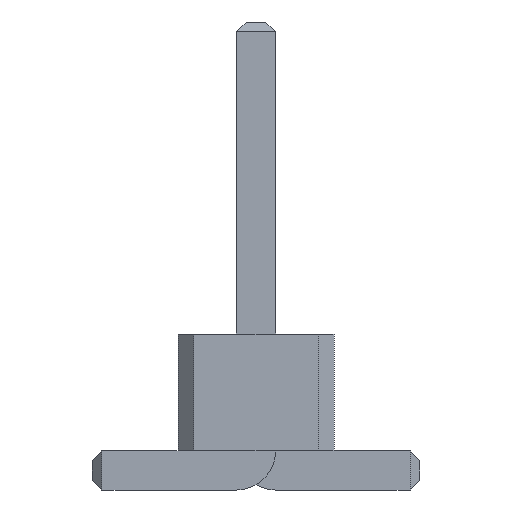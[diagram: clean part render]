
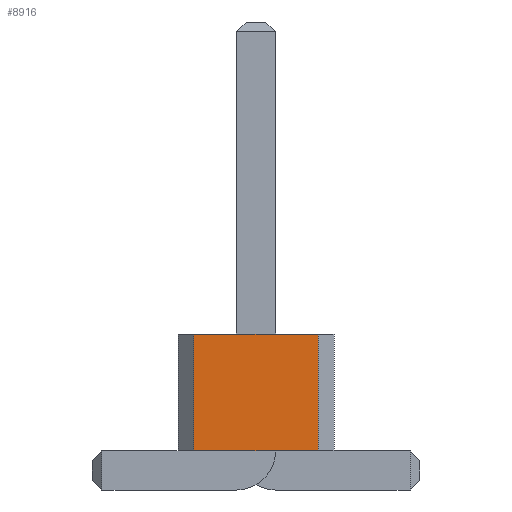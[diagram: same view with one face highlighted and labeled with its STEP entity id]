
A CAD part, front view. The second image highlights one B-rep face of the part: STEP entity #8916.
In plain terms, the highlighted planar face has unit normal (0, -1, 0).
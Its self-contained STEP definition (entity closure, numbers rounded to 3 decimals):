
#1598 = VERTEX_POINT('',#1599);
#1599 = CARTESIAN_POINT('',(0.8,-31.,0.5));
#1605 = EDGE_CURVE('',#1606,#1598,#1608,.T.);
#1606 = VERTEX_POINT('',#1607);
#1607 = CARTESIAN_POINT('',(-0.8,-31.,0.5));
#1608 = LINE('',#1609,#1610);
#1609 = CARTESIAN_POINT('',(-0.8,-31.,0.5));
#1610 = VECTOR('',#1611,1.);
#1611 = DIRECTION('',(1.,0.,0.));
#3846 = VERTEX_POINT('',#3847);
#3847 = CARTESIAN_POINT('',(0.8,-31.,2.));
#3853 = EDGE_CURVE('',#3854,#3846,#3856,.T.);
#3854 = VERTEX_POINT('',#3855);
#3855 = CARTESIAN_POINT('',(-0.8,-31.,2.));
#3856 = LINE('',#3857,#3858);
#3857 = CARTESIAN_POINT('',(-0.8,-31.,2.));
#3858 = VECTOR('',#3859,1.);
#3859 = DIRECTION('',(1.,0.,0.));
#8905 = EDGE_CURVE('',#1606,#3854,#8906,.T.);
#8906 = LINE('',#8907,#8908);
#8907 = CARTESIAN_POINT('',(-0.8,-31.,0.5));
#8908 = VECTOR('',#8909,1.);
#8909 = DIRECTION('',(0.,0.,1.));
#8916 = ADVANCED_FACE('',(#8917),#8928,.F.);
#8917 = FACE_BOUND('',#8918,.F.);
#8918 = EDGE_LOOP('',(#8919,#8920,#8921,#8927));
#8919 = ORIENTED_EDGE('',*,*,#8905,.T.);
#8920 = ORIENTED_EDGE('',*,*,#3853,.T.);
#8921 = ORIENTED_EDGE('',*,*,#8922,.F.);
#8922 = EDGE_CURVE('',#1598,#3846,#8923,.T.);
#8923 = LINE('',#8924,#8925);
#8924 = CARTESIAN_POINT('',(0.8,-31.,0.5));
#8925 = VECTOR('',#8926,1.);
#8926 = DIRECTION('',(0.,0.,1.));
#8927 = ORIENTED_EDGE('',*,*,#1605,.F.);
#8928 = PLANE('',#8929);
#8929 = AXIS2_PLACEMENT_3D('',#8930,#8931,#8932);
#8930 = CARTESIAN_POINT('',(-0.8,-31.,0.5));
#8931 = DIRECTION('',(0.,1.,0.));
#8932 = DIRECTION('',(1.,0.,0.));
